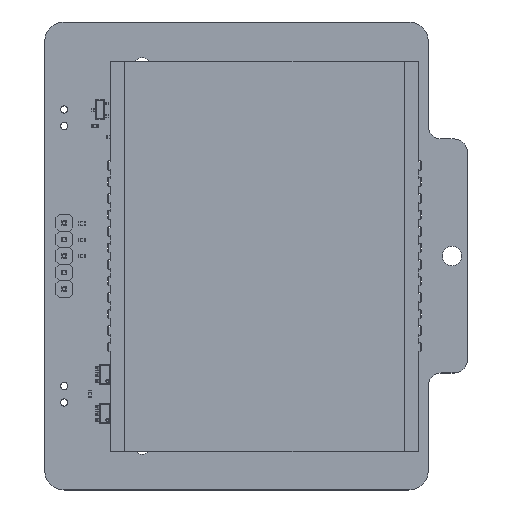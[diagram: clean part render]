
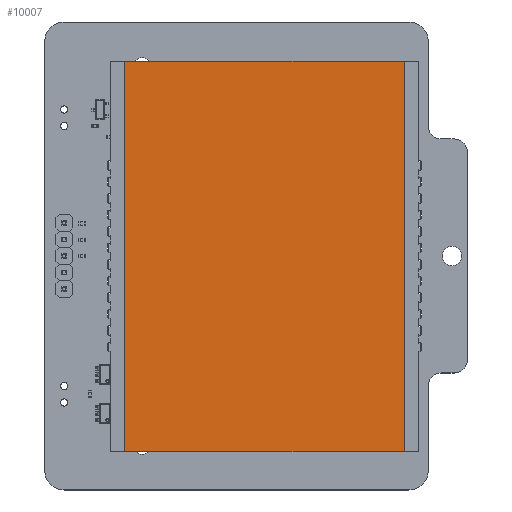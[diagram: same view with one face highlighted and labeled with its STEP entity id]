
A CAD part, top view. The second image highlights one B-rep face of the part: STEP entity #10007.
In plain terms, the highlighted planar face has unit normal (0, 0, 1).
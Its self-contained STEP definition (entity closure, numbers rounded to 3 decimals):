
#8488 = VERTEX_POINT('',#8489);
#8489 = CARTESIAN_POINT('',(-30.,-21.5,2.8));
#8495 = EDGE_CURVE('',#8496,#8488,#8498,.T.);
#8496 = VERTEX_POINT('',#8497);
#8497 = CARTESIAN_POINT('',(-30.,21.5,2.8));
#8498 = LINE('',#8499,#8500);
#8499 = CARTESIAN_POINT('',(-30.,21.5,2.8));
#8500 = VECTOR('',#8501,1.);
#8501 = DIRECTION('',(0.,-1.,0.));
#8526 = EDGE_CURVE('',#8527,#8496,#8529,.T.);
#8527 = VERTEX_POINT('',#8528);
#8528 = CARTESIAN_POINT('',(30.,21.5,2.8));
#8529 = LINE('',#8530,#8531);
#8530 = CARTESIAN_POINT('',(30.,21.5,2.8));
#8531 = VECTOR('',#8532,1.);
#8532 = DIRECTION('',(-1.,0.,0.));
#8552 = EDGE_CURVE('',#8553,#8527,#8555,.T.);
#8553 = VERTEX_POINT('',#8554);
#8554 = CARTESIAN_POINT('',(30.,-21.5,2.8));
#8555 = LINE('',#8556,#8557);
#8556 = CARTESIAN_POINT('',(30.,-21.5,2.8));
#8557 = VECTOR('',#8558,1.);
#8558 = DIRECTION('',(0.,1.,0.));
#9994 = EDGE_CURVE('',#8488,#8553,#9995,.T.);
#9995 = LINE('',#9996,#9997);
#9996 = CARTESIAN_POINT('',(-30.,-21.5,2.8));
#9997 = VECTOR('',#9998,1.);
#9998 = DIRECTION('',(1.,0.,0.));
#10007 = ADVANCED_FACE('',(#10008),#10014,.T.);
#10008 = FACE_BOUND('',#10009,.T.);
#10009 = EDGE_LOOP('',(#10010,#10011,#10012,#10013));
#10010 = ORIENTED_EDGE('',*,*,#8526,.T.);
#10011 = ORIENTED_EDGE('',*,*,#8495,.T.);
#10012 = ORIENTED_EDGE('',*,*,#9994,.T.);
#10013 = ORIENTED_EDGE('',*,*,#8552,.T.);
#10014 = PLANE('',#10015);
#10015 = AXIS2_PLACEMENT_3D('',#10016,#10017,#10018);
#10016 = CARTESIAN_POINT('',(0.,0.,2.8));
#10017 = DIRECTION('',(0.,0.,1.));
#10018 = DIRECTION('',(-1.,0.,0.));
